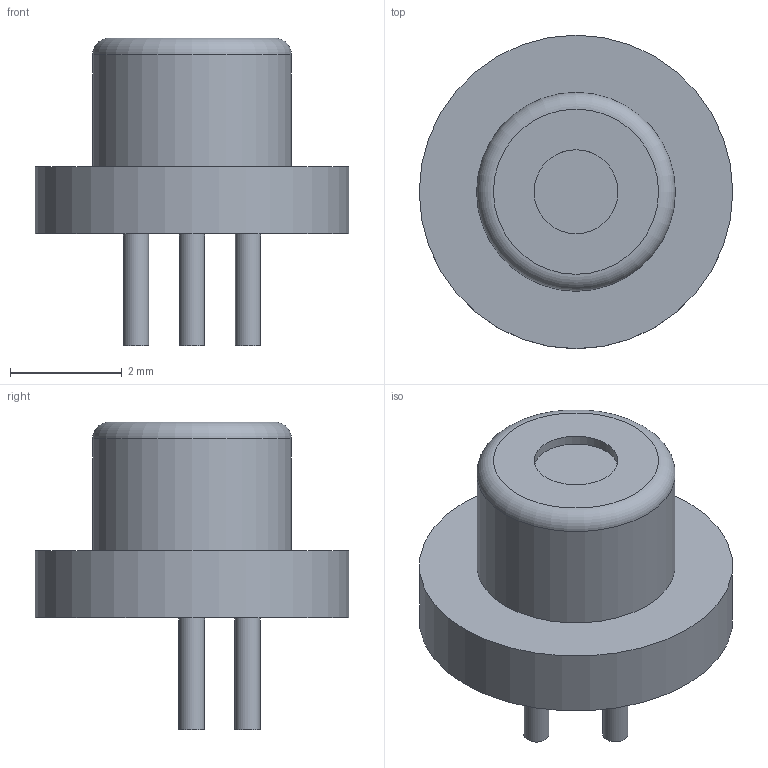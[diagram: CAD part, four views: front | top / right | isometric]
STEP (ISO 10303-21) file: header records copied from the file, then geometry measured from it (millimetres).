
FILE_DESCRIPTION(('FreeCAD Model'),'2;1');
FILE_NAME('laser diode v3.step', '2021-07-08T12:29:03',('kicad StepUp'),('ksu MCAD'), 'Open CASCADE STEP processor 7.3','FreeCAD','Unknown');
FILE_SCHEMA(('AUTOMOTIVE_DESIGN { 1 0 10303 214 1 1 1 1 }'));
Length unit declared in the file: millimetre
Products named in the file (1): laser_diode_v3
Bounding box: 5.6 x 5.6 x 5.5 mm (x, y, z)
Volume: 52.8 mm3; surface area: 103.8 mm2
Topology: 1 solids, 1 shells, 14 faces, 21 edges, 14 vertices
Faces by surface type: plane 7, cylinder 6, torus 1
Full cylindrical faces by diameter (mm): 0.45 x3, 1.5 x1, 3.55 x1, 5.6 x1
Entity records: 432 total; most frequent: DIRECTION 66, CARTESIAN_POINT 50, ORIENTED_EDGE 42, AXIS2_PLACEMENT_3D 30, EDGE_CURVE 21, FACE_BOUND 19, EDGE_LOOP 19, CIRCLE 15
